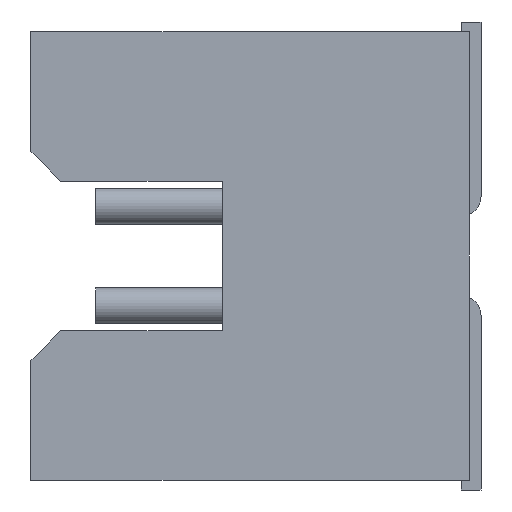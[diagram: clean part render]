
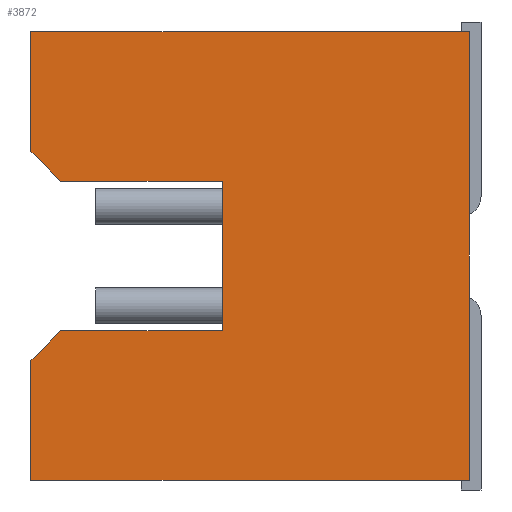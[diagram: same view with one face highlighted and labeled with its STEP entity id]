
A CAD part, left-side view. The second image highlights one B-rep face of the part: STEP entity #3872.
In plain terms, the highlighted planar face has unit normal (-1, 0, 0).
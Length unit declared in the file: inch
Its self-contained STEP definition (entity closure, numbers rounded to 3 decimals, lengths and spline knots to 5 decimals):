
#208=ORIENTED_EDGE('',*,*,#1338,.T.);
#209=ORIENTED_EDGE('',*,*,#1314,.T.);
#210=ORIENTED_EDGE('',*,*,#1339,.F.);
#211=ORIENTED_EDGE('',*,*,#1312,.F.);
#212=ORIENTED_EDGE('',*,*,#1340,.T.);
#213=ORIENTED_EDGE('',*,*,#1325,.F.);
#214=ORIENTED_EDGE('',*,*,#1341,.T.);
#215=ORIENTED_EDGE('',*,*,#1342,.T.);
#216=ORIENTED_EDGE('',*,*,#1343,.F.);
#217=ORIENTED_EDGE('',*,*,#1335,.F.);
#1312=EDGE_CURVE('',#1877,#1878,#2262,.T.);
#1314=EDGE_CURVE('',#1879,#1880,#2264,.T.);
#1325=EDGE_CURVE('',#1890,#1891,#2275,.T.);
#1335=EDGE_CURVE('',#1900,#1901,#2285,.T.);
#1338=EDGE_CURVE('',#1900,#1879,#2288,.T.);
#1339=EDGE_CURVE('',#1878,#1880,#2289,.T.);
#1340=EDGE_CURVE('',#1877,#1891,#2290,.T.);
#1341=EDGE_CURVE('',#1890,#1903,#2291,.T.);
#1342=EDGE_CURVE('',#1903,#1904,#2292,.T.);
#1343=EDGE_CURVE('',#1901,#1904,#2293,.T.);
#1877=VERTEX_POINT('',#5553);
#1878=VERTEX_POINT('',#5555);
#1879=VERTEX_POINT('',#5559);
#1880=VERTEX_POINT('',#5560);
#1890=VERTEX_POINT('',#5581);
#1891=VERTEX_POINT('',#5583);
#1900=VERTEX_POINT('',#5602);
#1901=VERTEX_POINT('',#5604);
#1903=VERTEX_POINT('',#5613);
#1904=VERTEX_POINT('',#5615);
#2262=LINE('',#5554,#2731);
#2264=LINE('',#5558,#2733);
#2275=LINE('',#5582,#2744);
#2285=LINE('',#5603,#2754);
#2288=LINE('',#5609,#2757);
#2289=LINE('',#5610,#2758);
#2290=LINE('',#5611,#2759);
#2291=LINE('',#5612,#2760);
#2292=LINE('',#5614,#2761);
#2293=LINE('',#5616,#2762);
#2731=VECTOR('',#4448,39.37008);
#2733=VECTOR('',#4452,39.37008);
#2744=VECTOR('',#4465,39.37008);
#2754=VECTOR('',#4477,39.37008);
#2757=VECTOR('',#4482,39.37008);
#2758=VECTOR('',#4483,39.37008);
#2759=VECTOR('',#4484,39.37008);
#2760=VECTOR('',#4485,39.37008);
#2761=VECTOR('',#4486,39.37008);
#2762=VECTOR('',#4487,39.37008);
#3202=EDGE_LOOP('',(#208,#209,#210,#211,#212,#213,#214,#215,#216,#217));
#3452=FACE_BOUND('',#3202,.T.);
#3702=PLANE('',#4129);
#3872=ADVANCED_FACE('',(#3452),#3702,.F.);
#4129=AXIS2_PLACEMENT_3D('',#5608,#4480,#4481);
#4448=DIRECTION('',(0.,-1.,0.));
#4452=DIRECTION('',(0.,-1.,0.));
#4465=DIRECTION('',(0.,0.,1.));
#4477=DIRECTION('',(0.,0.,1.));
#4480=DIRECTION('',(1.,0.,0.));
#4481=DIRECTION('',(0.,0.,-1.));
#4482=DIRECTION('',(0.,-0.707,-0.707));
#4483=DIRECTION('',(0.,0.,1.));
#4484=DIRECTION('',(0.,0.707,-0.707));
#4485=DIRECTION('',(0.,-1.,0.));
#4486=DIRECTION('',(0.,0.,1.));
#4487=DIRECTION('',(0.,-1.,0.));
#5553=CARTESIAN_POINT('',(-0.2625,0.205,-0.0375));
#5554=CARTESIAN_POINT('',(-0.2625,0.316,-0.0375));
#5555=CARTESIAN_POINT('',(-0.2625,0.124,-0.0375));
#5558=CARTESIAN_POINT('',(-0.2625,0.316,0.0375));
#5559=CARTESIAN_POINT('',(-0.2625,0.205,0.0375));
#5560=CARTESIAN_POINT('',(-0.2625,0.124,0.0375));
#5581=CARTESIAN_POINT('',(-0.2625,0.22,-0.1125));
#5582=CARTESIAN_POINT('',(-0.2625,0.22,-0.1125));
#5583=CARTESIAN_POINT('',(-0.2625,0.22,-0.0525));
#5602=CARTESIAN_POINT('',(-0.2625,0.22,0.0525));
#5603=CARTESIAN_POINT('',(-0.2625,0.22,-0.1125));
#5604=CARTESIAN_POINT('',(-0.2625,0.22,0.1125));
#5608=CARTESIAN_POINT('',(-0.2625,0.22,-0.1125));
#5609=CARTESIAN_POINT('',(-0.2625,0.22,0.0525));
#5610=CARTESIAN_POINT('',(-0.2625,0.124,-0.0375));
#5611=CARTESIAN_POINT('',(-0.2625,0.205,-0.0375));
#5612=CARTESIAN_POINT('',(-0.2625,0.22,-0.1125));
#5613=CARTESIAN_POINT('',(-0.2625,0.,-0.1125));
#5614=CARTESIAN_POINT('',(-0.2625,0.,-0.1125));
#5615=CARTESIAN_POINT('',(-0.2625,0.,0.1125));
#5616=CARTESIAN_POINT('',(-0.2625,0.22,0.1125));
